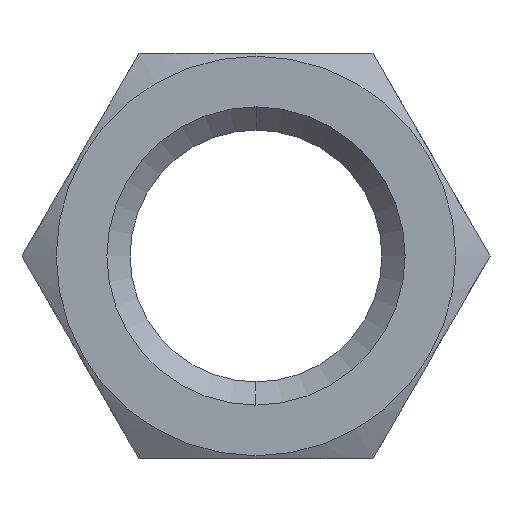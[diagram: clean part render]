
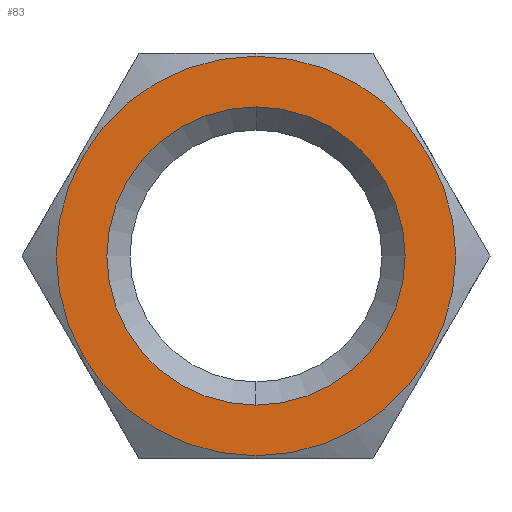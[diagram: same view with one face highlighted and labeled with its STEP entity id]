
A CAD part, front view. The second image highlights one B-rep face of the part: STEP entity #83.
In plain terms, the highlighted planar face has unit normal (0, -1, 0).
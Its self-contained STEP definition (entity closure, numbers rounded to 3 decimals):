
#74 = VERTEX_POINT ( 'NONE', #288 ) ;
#76 = EDGE_CURVE ( 'NONE', #74, #77, #292, .T. ) ;
#77 = VERTEX_POINT ( 'NONE', #285 ) ;
#83 = ADVANCED_FACE ( 'NONE', ( #299, #281 ), #280, .T. ) ;
#106 = ORIENTED_EDGE ( 'NONE', *, *, #672, .F. ) ;
#107 = EDGE_LOOP ( 'NONE', ( #106, #685 ) ) ;
#110 = EDGE_CURVE ( 'NONE', #112, #111, #488, .T. ) ;
#111 = VERTEX_POINT ( 'NONE', #457 ) ;
#112 = VERTEX_POINT ( 'NONE', #458 ) ;
#274 = DIRECTION ( 'NONE',  ( 0., 0., -1. ) ) ;
#275 = DIRECTION ( 'NONE',  ( 0., -1., 0. ) ) ;
#276 = CARTESIAN_POINT ( 'NONE',  ( 0., 0., 0. ) ) ;
#279 = AXIS2_PLACEMENT_3D ( 'NONE', #276, #275, #274 ) ;
#280 = PLANE ( 'NONE',  #279 ) ;
#281 = FACE_OUTER_BOUND ( 'NONE', #678, .T. ) ;
#285 = CARTESIAN_POINT ( 'NONE',  ( 0., 0., -5.15 ) ) ;
#286 = DIRECTION ( 'NONE',  ( 0., 0., -1. ) ) ;
#288 = CARTESIAN_POINT ( 'NONE',  ( 0., 0., 5.15 ) ) ;
#289 = DIRECTION ( 'NONE',  ( 0., -1., 0. ) ) ;
#290 = CARTESIAN_POINT ( 'NONE',  ( 0., 0., 0. ) ) ;
#291 = AXIS2_PLACEMENT_3D ( 'NONE', #290, #289, #286 ) ;
#292 = CIRCLE ( 'NONE', #291, 5.15 ) ;
#299 = FACE_BOUND ( 'NONE', #107, .T. ) ;
#312 = DIRECTION ( 'NONE',  ( 0., 0., -1. ) ) ;
#320 = CIRCLE ( 'NONE', #348, 6.9 ) ;
#346 = DIRECTION ( 'NONE',  ( 0., -1., 0. ) ) ;
#347 = CARTESIAN_POINT ( 'NONE',  ( 0., 0., 0. ) ) ;
#348 = AXIS2_PLACEMENT_3D ( 'NONE', #347, #346, #312 ) ;
#360 = DIRECTION ( 'NONE',  ( 0., 0., -1. ) ) ;
#361 = DIRECTION ( 'NONE',  ( 0., -1., 0. ) ) ;
#364 = CARTESIAN_POINT ( 'NONE',  ( 0., 0., 0. ) ) ;
#365 = AXIS2_PLACEMENT_3D ( 'NONE', #364, #361, #360 ) ;
#366 = CIRCLE ( 'NONE', #365, 5.15 ) ;
#457 = CARTESIAN_POINT ( 'NONE',  ( 0., 0., 6.9 ) ) ;
#458 = CARTESIAN_POINT ( 'NONE',  ( 0., 0., -6.9 ) ) ;
#484 = DIRECTION ( 'NONE',  ( 0., 0., -1. ) ) ;
#485 = DIRECTION ( 'NONE',  ( 0., -1., 0. ) ) ;
#486 = CARTESIAN_POINT ( 'NONE',  ( 0., 0., 0. ) ) ;
#487 = AXIS2_PLACEMENT_3D ( 'NONE', #486, #485, #484 ) ;
#488 = CIRCLE ( 'NONE', #487, 6.9 ) ;
#664 = EDGE_CURVE ( 'NONE', #111, #112, #320, .T. ) ;
#665 = ORIENTED_EDGE ( 'NONE', *, *, #110, .T. ) ;
#672 = EDGE_CURVE ( 'NONE', #77, #74, #366, .T. ) ;
#673 = ORIENTED_EDGE ( 'NONE', *, *, #664, .T. ) ;
#678 = EDGE_LOOP ( 'NONE', ( #673, #665 ) ) ;
#685 = ORIENTED_EDGE ( 'NONE', *, *, #76, .F. ) ;
